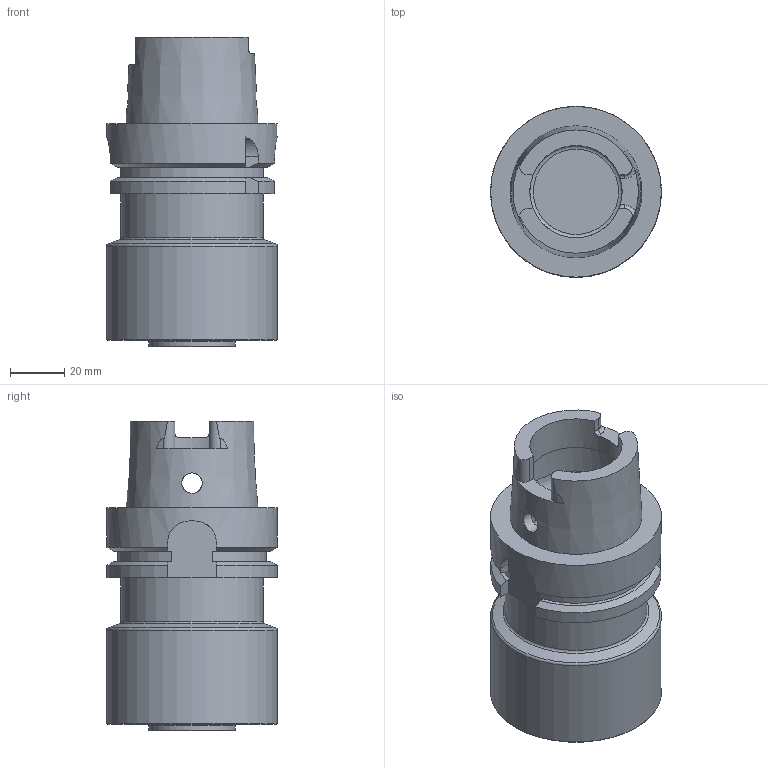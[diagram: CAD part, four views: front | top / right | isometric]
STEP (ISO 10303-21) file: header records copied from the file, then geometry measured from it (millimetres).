
FILE_DESCRIPTION(/* description */ (''),/* implementation_level */ '2;1');
FILE_NAME(/* name */ '8717_1_3D.STP',/* time_stamp */ '2023-11-07T16:01:29+01:00',/* author */ (''),/* organization */ ('SMS'),/* preprocessor_version */ 'ST-DEVELOPER v16.7',/* originating_system */ 'SIEMENS PLM Software NX 12.0',/* authorisation */ '');
FILE_SCHEMA (('AUTOMOTIVE_DESIGN { 1 0 10303 214 3 1 1 1 }'));
Length unit declared in the file: millimetre
Products named in the file (1): 8717_1_3D
Bounding box: 63 x 63 x 114.3 mm (x, y, z)
Volume: 238100.5 mm3; surface area: 33448.1 mm2
Topology: 1 solids, 1 shells, 80 faces, 221 edges, 143 vertices
Faces by surface type: plane 35, cylinder 25, cone 12, torus 8
Full cylindrical faces by diameter (mm): 7.5 x2, 31.992 x1, 34.05 x2, 40.08 x1, 52.5 x1, 62.94 x1, 63 x1
Entity records: 2744 total; most frequent: CARTESIAN_POINT 839, DIRECTION 385, ORIENTED_EDGE 376, EDGE_CURVE 188, AXIS2_PLACEMENT_3D 149, VERTEX_POINT 132, EDGE_LOOP 106, LINE 87
